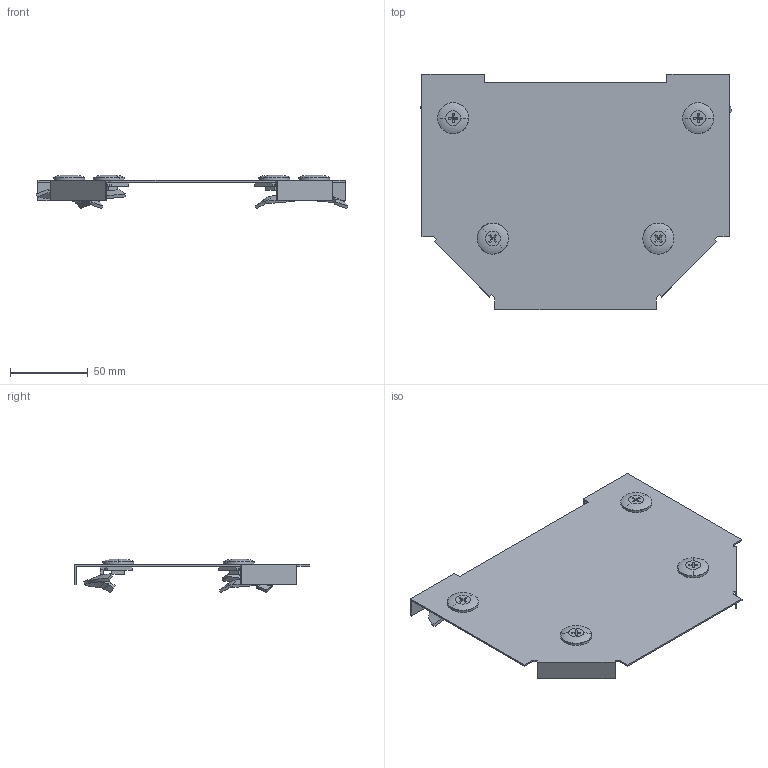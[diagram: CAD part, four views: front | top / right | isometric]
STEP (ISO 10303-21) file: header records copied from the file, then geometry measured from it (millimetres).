
FILE_DESCRIPTION (( 'STEP AP214' ), '1' );
FILE_NAME ('7138830.STEP', '2019-11-13T10:40:43', ( '' ), ( '' ), 'SwSTEP 2.0', 'SolidWorks 2018', '' );
FILE_SCHEMA (( 'AUTOMOTIVE_DESIGN' ));
Length unit declared in the file: millimetre
Products named in the file (5): 099600_Standard_1; 048280_NB=100 d-16,5 f〉 Helix-Drehriegel_1; 120072_Standard_1; 7138830; 109905_quadratisch_1
Assembly tree (7 placements, depth 3):
  7138830
    048280_NB=100 d-16,5 f〉 Helix-Drehriegel_1
    120072_Standard_1  x4
      099600_Standard_1
      109905_quadratisch_1
Bounding box: 199.85 x 150.74 x 21.36 mm (x, y, z)
Volume: 39982 mm3; surface area: 69218.9 mm2
Topology: 9 solids, 9 shells, 356 faces, 930 edges, 596 vertices
Faces by surface type: plane 160, bspline 112, cone 52, cylinder 16, torus 16
Entity records: 6275 total; most frequent: CARTESIAN_POINT 3331, ORIENTED_EDGE 632, DIRECTION 476, EDGE_CURVE 316, VERTEX_POINT 206, LINE 182, VECTOR 182, AXIS2_PLACEMENT_3D 147
